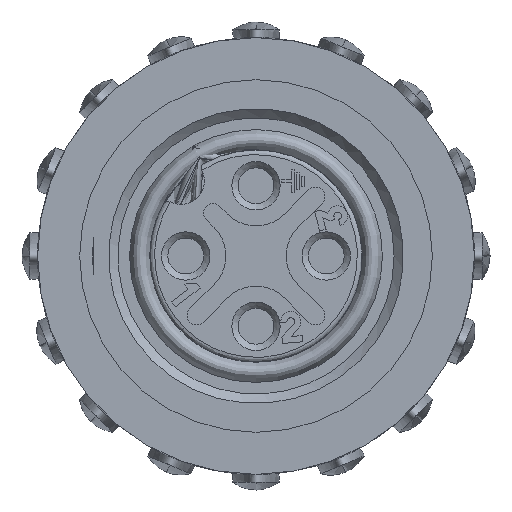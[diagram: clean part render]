
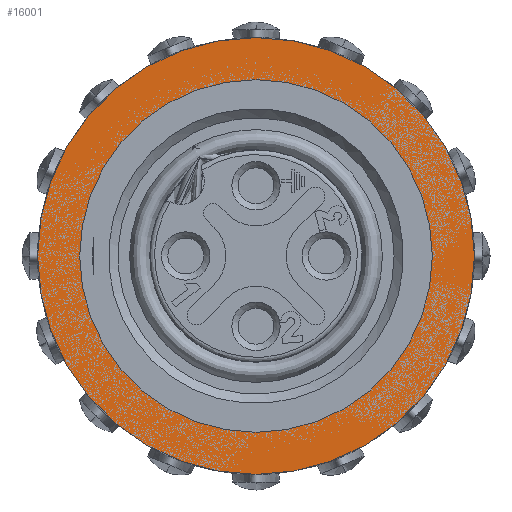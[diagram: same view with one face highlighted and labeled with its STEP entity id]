
A CAD part, left-side view. The second image highlights one B-rep face of the part: STEP entity #16001.
In plain terms, the highlighted planar face has unit normal (-1, 0, 0).
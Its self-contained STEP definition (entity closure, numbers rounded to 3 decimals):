
#13570=CIRCLE('',#44102,11.3);
#13571=CIRCLE('',#44103,14.);
#14095=FACE_BOUND('',#20470,.T.);
#14096=FACE_BOUND('',#20471,.T.);
#16001=ADVANCED_FACE('',(#14095,#14096),#17164,.T.);
#17164=PLANE('',#44104);
#20470=EDGE_LOOP('',(#28145));
#20471=EDGE_LOOP('',(#28146));
#28145=ORIENTED_EDGE('',*,*,#35923,.T.);
#28146=ORIENTED_EDGE('',*,*,#35924,.T.);
#31852=VERTEX_POINT('',#74134);
#31853=VERTEX_POINT('',#74136);
#35923=EDGE_CURVE('',#31852,#31852,#13570,.T.);
#35924=EDGE_CURVE('',#31853,#31853,#13571,.T.);
#44102=AXIS2_PLACEMENT_3D('',#74133,#50881,#50882);
#44103=AXIS2_PLACEMENT_3D('',#74135,#50883,#50884);
#44104=AXIS2_PLACEMENT_3D('',#74137,#50885,#50886);
#50881=DIRECTION('',(1.,0.,0.));
#50882=DIRECTION('',(0.,-1.,0.));
#50883=DIRECTION('',(-1.,0.,0.));
#50884=DIRECTION('',(0.,-1.,0.));
#50885=DIRECTION('',(-1.,0.,0.));
#50886=DIRECTION('',(0.,1.,0.));
#74133=CARTESIAN_POINT('',(0.,0.,0.));
#74134=CARTESIAN_POINT('',(0.,-11.3,0.));
#74135=CARTESIAN_POINT('',(0.,0.,0.));
#74136=CARTESIAN_POINT('',(0.,-14.,0.));
#74137=CARTESIAN_POINT('',(0.,-15.4,15.4));
